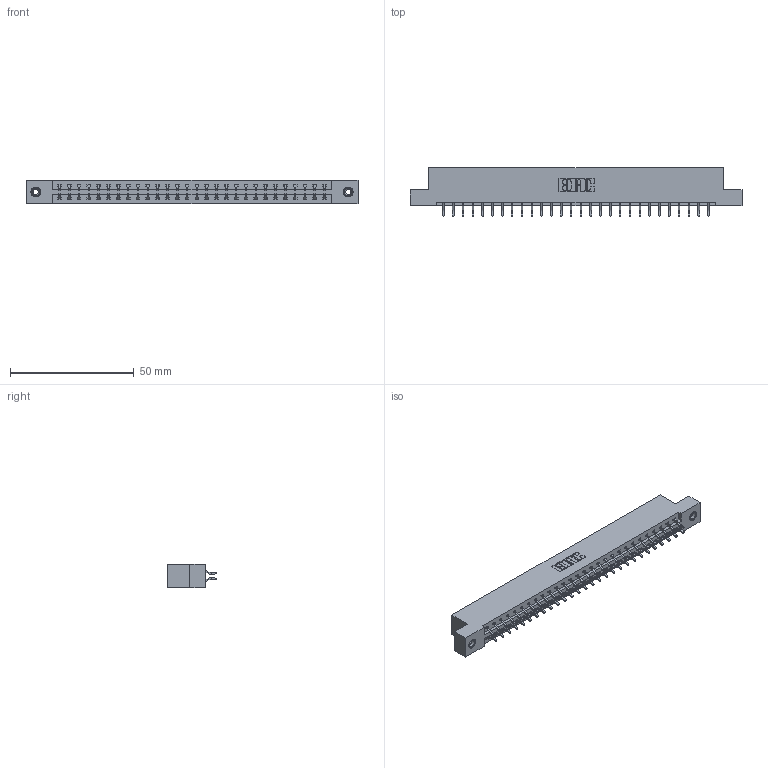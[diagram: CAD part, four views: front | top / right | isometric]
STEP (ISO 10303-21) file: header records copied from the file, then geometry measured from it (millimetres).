
FILE_DESCRIPTION (( 'STEP AP203' ), '1' );
FILE_NAME ('337-056-556-208.STEP', '2019-10-09T19:14:08', ( '' ), ( '' ), 'SwSTEP 2.0', 'SolidWorks 2016', '' );
FILE_SCHEMA (( 'CONFIG_CONTROL_DESIGN' ));
Length unit declared in the file: inch
Products named in the file (4): 337-056-556-208; 345-250-001_345-250-003-102; 345-292-001_556 Tail; 337 Part_Flush Mounting Lugs - 0.156 Dia-TI
Assembly tree (59 placements, depth 2):
  337-056-556-208
    337 Part_Flush Mounting Lugs - 0.156 Dia-TI
    345-292-001_556 Tail  x56
    345-250-001_345-250-003-102  x2
Bounding box: 133.96 x 19.57 x 9.4 mm (x, y, z)
Volume: 13922.6 mm3; surface area: 15568.4 mm2
Topology: 59 solids, 59 shells, 3534 faces, 10471 edges, 6898 vertices
Faces by surface type: plane 2454, cylinder 1064, cone 12, torus 4
Entity records: 24926 total; most frequent: CARTESIAN_POINT 4205, ORIENTED_EDGE 4122, DIRECTION 3623, EDGE_CURVE 2061, LINE 1905, VECTOR 1905, VERTEX_POINT 1368, AXIS2_PLACEMENT_3D 859
